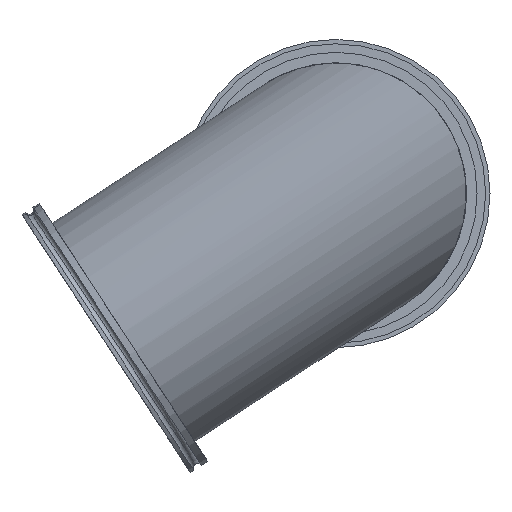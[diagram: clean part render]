
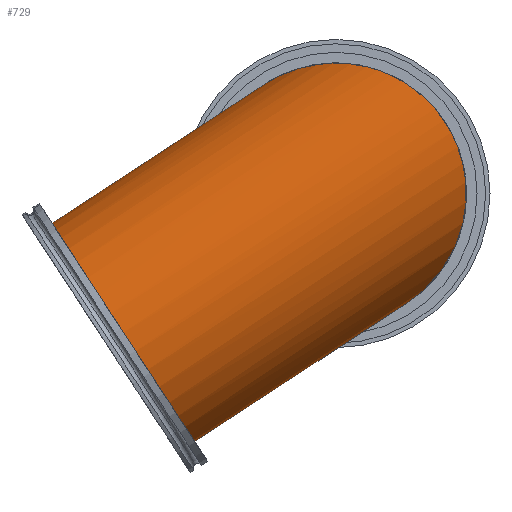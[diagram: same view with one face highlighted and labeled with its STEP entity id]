
A CAD part, front view. The second image highlights one B-rep face of the part: STEP entity #729.
In plain terms, the highlighted cylindrical face has radius 76.2 mm (diameter 152.4 mm), a partial arc.
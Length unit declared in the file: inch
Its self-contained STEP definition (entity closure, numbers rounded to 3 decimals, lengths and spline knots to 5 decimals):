
#31 = CARTESIAN_POINT ( 'NONE',  ( 3.06, 3., -3. ) ) ;
#39 =( BOUNDED_CURVE ( )  B_SPLINE_CURVE ( 3, ( #86, #394, #401, #669 ),
 .UNSPECIFIED., .F., .T. ) 
 B_SPLINE_CURVE_WITH_KNOTS ( ( 4, 4 ),
 ( 1.5708, 4.71239 ),
 .UNSPECIFIED. ) 
 CURVE ( )  GEOMETRIC_REPRESENTATION_ITEM ( )  RATIONAL_B_SPLINE_CURVE ( ( 1., 0.333, 0.333, 1. ) ) 
 REPRESENTATION_ITEM ( '' )  );
#44 = AXIS2_PLACEMENT_3D ( 'NONE', #862, #272, #94 ) ;
#71 = VERTEX_POINT ( 'NONE', #520 ) ;
#78 = DIRECTION ( 'NONE',  ( 0., 0., 1. ) ) ;
#86 = CARTESIAN_POINT ( 'NONE',  ( -3., 3., -3. ) ) ;
#94 = DIRECTION ( 'NONE',  ( 0., 0., -1. ) ) ;
#101 = DIRECTION ( 'NONE',  ( -1., 0., 0. ) ) ;
#138 = EDGE_CURVE ( 'NONE', #793, #405, #1054, .T. ) ;
#158 = VERTEX_POINT ( 'NONE', #643 ) ;
#272 = DIRECTION ( 'NONE',  ( 1., 0., 0. ) ) ;
#300 = VECTOR ( 'NONE', #101, 39.37008 ) ;
#314 = CARTESIAN_POINT ( 'NONE',  ( 3.06, 3., 0. ) ) ;
#344 = ORIENTED_EDGE ( 'NONE', *, *, #908, .F. ) ;
#394 = CARTESIAN_POINT ( 'NONE',  ( -9., 9., -3. ) ) ;
#401 = CARTESIAN_POINT ( 'NONE',  ( -9., 9., 3. ) ) ;
#405 = VERTEX_POINT ( 'NONE', #697 ) ;
#469 = EDGE_CURVE ( 'NONE', #71, #158, #859, .T. ) ;
#472 = ORIENTED_EDGE ( 'NONE', *, *, #138, .F. ) ;
#517 = ORIENTED_EDGE ( 'NONE', *, *, #469, .T. ) ;
#520 = CARTESIAN_POINT ( 'NONE',  ( 3.06, 3., -3. ) ) ;
#555 = CARTESIAN_POINT ( 'NONE',  ( 3.06, 3., 3. ) ) ;
#643 = CARTESIAN_POINT ( 'NONE',  ( -3., 3., -3. ) ) ;
#669 = CARTESIAN_POINT ( 'NONE',  ( -3., 3., 3. ) ) ;
#697 = CARTESIAN_POINT ( 'NONE',  ( -3., 3., 3. ) ) ;
#718 = EDGE_CURVE ( 'NONE', #158, #405, #39, .T. ) ;
#728 = AXIS2_PLACEMENT_3D ( 'NONE', #314, #1069, #78 ) ;
#729 = ADVANCED_FACE ( 'NONE', ( #919 ), #739, .T. ) ;
#739 = CYLINDRICAL_SURFACE ( 'NONE', #728, 3. ) ;
#793 = VERTEX_POINT ( 'NONE', #996 ) ;
#818 = CIRCLE ( 'NONE', #44, 3. ) ;
#859 = LINE ( 'NONE', #31, #300 ) ;
#862 = CARTESIAN_POINT ( 'NONE',  ( 3.06, 3., 0. ) ) ;
#899 = DIRECTION ( 'NONE',  ( -1., 0., 0. ) ) ;
#908 = EDGE_CURVE ( 'NONE', #71, #793, #818, .T. ) ;
#916 = ORIENTED_EDGE ( 'NONE', *, *, #718, .T. ) ;
#919 = FACE_OUTER_BOUND ( 'NONE', #929, .T. ) ;
#929 = EDGE_LOOP ( 'NONE', ( #344, #517, #916, #472 ) ) ;
#996 = CARTESIAN_POINT ( 'NONE',  ( 3.06, 3., 3. ) ) ;
#1005 = VECTOR ( 'NONE', #899, 39.37008 ) ;
#1054 = LINE ( 'NONE', #555, #1005 ) ;
#1069 = DIRECTION ( 'NONE',  ( -1., 0., 0. ) ) ;
